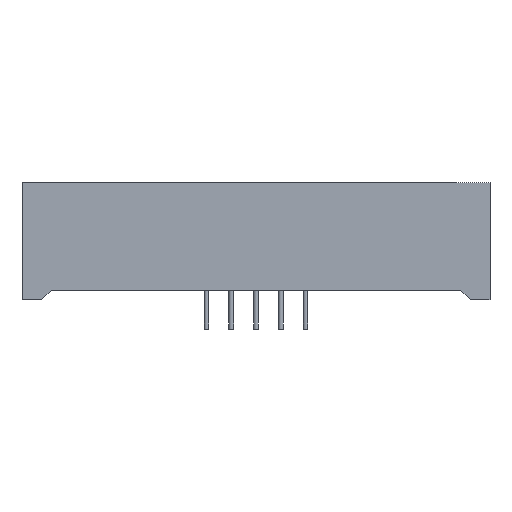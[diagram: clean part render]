
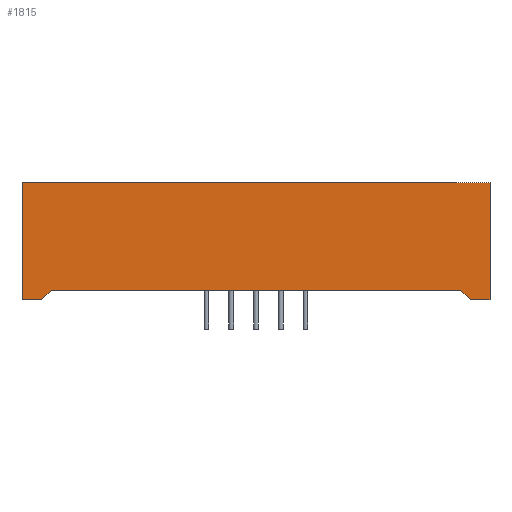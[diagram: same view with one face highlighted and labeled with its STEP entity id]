
A CAD part, front view. The second image highlights one B-rep face of the part: STEP entity #1815.
In plain terms, the highlighted planar face has unit normal (0, -1, 0).
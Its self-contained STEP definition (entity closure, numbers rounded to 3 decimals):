
#40 = VECTOR ( 'NONE', #899, 1000. ) ;
#49 = CARTESIAN_POINT ( 'NONE',  ( -21., -35., 1. ) ) ;
#100 = VERTEX_POINT ( 'NONE', #2192 ) ;
#102 = VECTOR ( 'NONE', #2668, 1000. ) ;
#138 = CARTESIAN_POINT ( 'NONE',  ( -24., -35., 0. ) ) ;
#248 = VECTOR ( 'NONE', #3110, 1000. ) ;
#336 = DIRECTION ( 'NONE',  ( 0.707, 0., 0.707 ) ) ;
#396 = CARTESIAN_POINT ( 'NONE',  ( -24., -35., 0. ) ) ;
#462 = ORIENTED_EDGE ( 'NONE', *, *, #4346, .T. ) ;
#469 = CARTESIAN_POINT ( 'NONE',  ( 24., -35., 12. ) ) ;
#697 = VERTEX_POINT ( 'NONE', #2379 ) ;
#704 = EDGE_CURVE ( 'NONE', #2875, #3363, #2779, .T. ) ;
#761 = LINE ( 'NONE', #1497, #3603 ) ;
#845 = CARTESIAN_POINT ( 'NONE',  ( 21., -35., 1. ) ) ;
#899 = DIRECTION ( 'NONE',  ( 1., 0., 0. ) ) ;
#925 = ORIENTED_EDGE ( 'NONE', *, *, #988, .F. ) ;
#988 = EDGE_CURVE ( 'NONE', #4414, #100, #2956, .T. ) ;
#1155 = ORIENTED_EDGE ( 'NONE', *, *, #2278, .T. ) ;
#1167 = LINE ( 'NONE', #4188, #3056 ) ;
#1278 = VECTOR ( 'NONE', #2492, 1000. ) ;
#1419 = DIRECTION ( 'NONE',  ( 0., 0., 1. ) ) ;
#1455 = FACE_OUTER_BOUND ( 'NONE', #1627, .T. ) ;
#1497 = CARTESIAN_POINT ( 'NONE',  ( -24., -35., 12. ) ) ;
#1627 = EDGE_LOOP ( 'NONE', ( #925, #4739, #4617, #2338, #462, #4404, #1155, #3161 ) ) ;
#1671 = AXIS2_PLACEMENT_3D ( 'NONE', #396, #4529, #4161 ) ;
#1815 = ADVANCED_FACE ( 'NONE', ( #1455 ), #4090, .T. ) ;
#2023 = CARTESIAN_POINT ( 'NONE',  ( -24., -35., 0. ) ) ;
#2029 = CARTESIAN_POINT ( 'NONE',  ( 22., -35., 0. ) ) ;
#2088 = EDGE_CURVE ( 'NONE', #3947, #2679, #4336, .T. ) ;
#2192 = CARTESIAN_POINT ( 'NONE',  ( -24., -35., 12. ) ) ;
#2278 = EDGE_CURVE ( 'NONE', #2679, #3375, #3018, .T. ) ;
#2338 = ORIENTED_EDGE ( 'NONE', *, *, #704, .F. ) ;
#2379 = CARTESIAN_POINT ( 'NONE',  ( -22., -35., 0. ) ) ;
#2492 = DIRECTION ( 'NONE',  ( 1., 0., 0. ) ) ;
#2519 = DIRECTION ( 'NONE',  ( 0.707, 0., -0.707 ) ) ;
#2668 = DIRECTION ( 'NONE',  ( 0., 0., 1. ) ) ;
#2679 = VERTEX_POINT ( 'NONE', #2929 ) ;
#2729 = VECTOR ( 'NONE', #2519, 1000. ) ;
#2779 = LINE ( 'NONE', #3220, #248 ) ;
#2821 = VECTOR ( 'NONE', #1419, 1000. ) ;
#2875 = VERTEX_POINT ( 'NONE', #845 ) ;
#2884 = LINE ( 'NONE', #3244, #2729 ) ;
#2919 = EDGE_CURVE ( 'NONE', #4414, #697, #3535, .T. ) ;
#2929 = CARTESIAN_POINT ( 'NONE',  ( 24., -35., 0. ) ) ;
#2956 = LINE ( 'NONE', #4869, #2821 ) ;
#3018 = LINE ( 'NONE', #4147, #102 ) ;
#3056 = VECTOR ( 'NONE', #336, 1000. ) ;
#3110 = DIRECTION ( 'NONE',  ( -1., 0., 0. ) ) ;
#3161 = ORIENTED_EDGE ( 'NONE', *, *, #3772, .T. ) ;
#3220 = CARTESIAN_POINT ( 'NONE',  ( 0., -35., 1. ) ) ;
#3244 = CARTESIAN_POINT ( 'NONE',  ( 21., -35., 1. ) ) ;
#3338 = DIRECTION ( 'NONE',  ( -1., 0., 0. ) ) ;
#3363 = VERTEX_POINT ( 'NONE', #49 ) ;
#3375 = VERTEX_POINT ( 'NONE', #469 ) ;
#3535 = LINE ( 'NONE', #138, #40 ) ;
#3603 = VECTOR ( 'NONE', #3338, 1000. ) ;
#3650 = EDGE_CURVE ( 'NONE', #697, #3363, #1167, .T. ) ;
#3772 = EDGE_CURVE ( 'NONE', #3375, #100, #761, .T. ) ;
#3947 = VERTEX_POINT ( 'NONE', #2029 ) ;
#4090 = PLANE ( 'NONE',  #1671 ) ;
#4147 = CARTESIAN_POINT ( 'NONE',  ( 24., -35., 0. ) ) ;
#4161 = DIRECTION ( 'NONE',  ( 0., 0., -1. ) ) ;
#4188 = CARTESIAN_POINT ( 'NONE',  ( -22., -35., 0. ) ) ;
#4336 = LINE ( 'NONE', #2023, #1278 ) ;
#4346 = EDGE_CURVE ( 'NONE', #2875, #3947, #2884, .T. ) ;
#4386 = CARTESIAN_POINT ( 'NONE',  ( -24., -35., 0. ) ) ;
#4404 = ORIENTED_EDGE ( 'NONE', *, *, #2088, .T. ) ;
#4414 = VERTEX_POINT ( 'NONE', #4386 ) ;
#4529 = DIRECTION ( 'NONE',  ( 0., -1., 0. ) ) ;
#4617 = ORIENTED_EDGE ( 'NONE', *, *, #3650, .T. ) ;
#4739 = ORIENTED_EDGE ( 'NONE', *, *, #2919, .T. ) ;
#4869 = CARTESIAN_POINT ( 'NONE',  ( -24., -35., 0. ) ) ;
